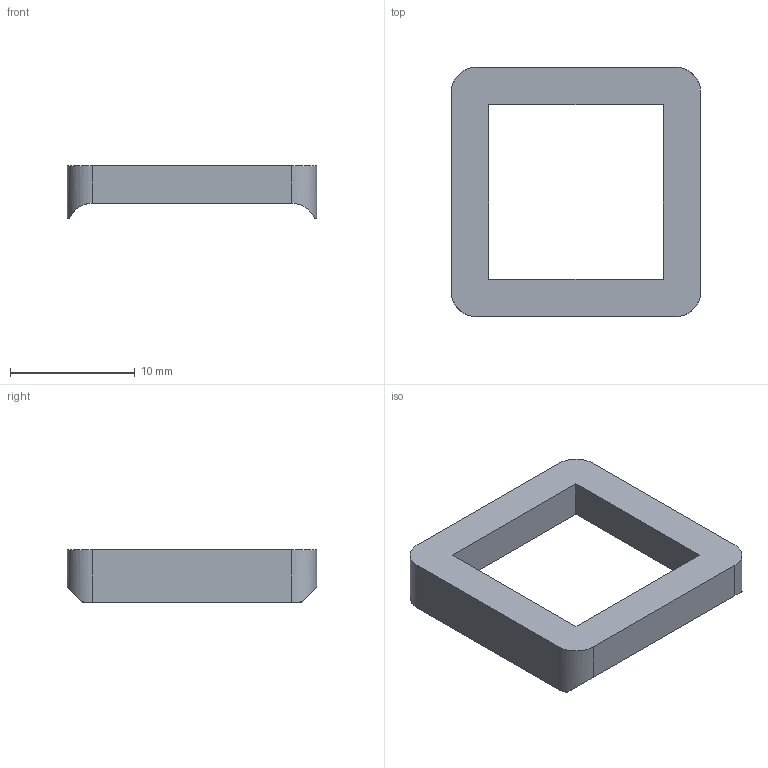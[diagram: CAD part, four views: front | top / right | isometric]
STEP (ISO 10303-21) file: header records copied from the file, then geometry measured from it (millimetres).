
FILE_DESCRIPTION(('STEP AP203'),'2;1');
FILE_NAME('XF62001G.stp','2011-02-02T12:55:55',(''),(''),'2009.3.110','THINKDESIGN','');
FILE_SCHEMA(('CONFIG_CONTROL_DESIGN'));
Length unit declared in the file: millimetre
Bounding box: 20 x 20 x 4.2 mm (x, y, z)
Volume: 631.5 mm3; surface area: 862.9 mm2
Topology: 1 solids, 1 shells, 20 faces, 50 edges, 32 vertices
Faces by surface type: plane 14, cylinder 6
Entity records: 711 total; most frequent: CARTESIAN_POINT 130, ORIENTED_EDGE 100, DIRECTION 98, EDGE_CURVE 50, VECTOR 34, LINE 34, AXIS2_PLACEMENT_3D 32, VERTEX_POINT 32
